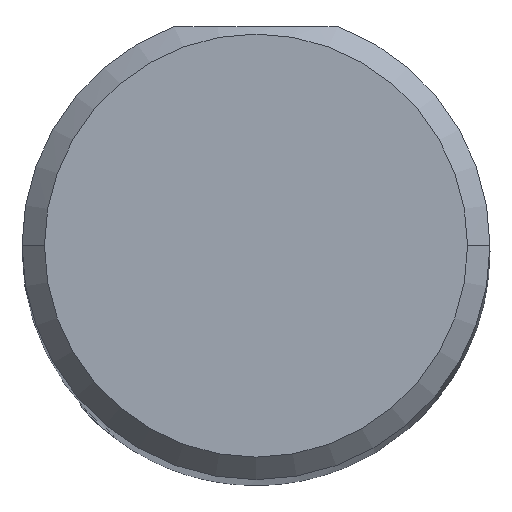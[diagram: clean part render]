
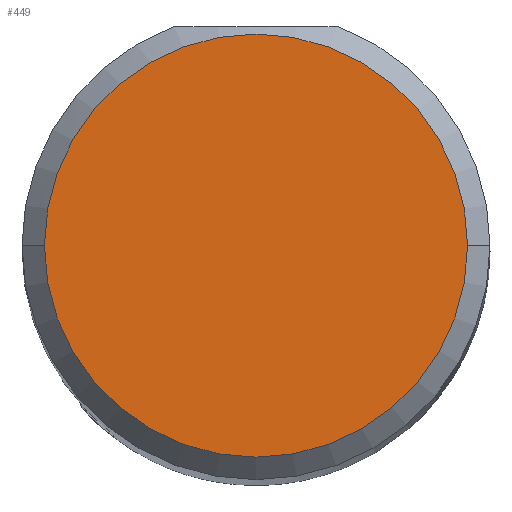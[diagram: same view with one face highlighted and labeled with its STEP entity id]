
A CAD part, top view. The second image highlights one B-rep face of the part: STEP entity #449.
In plain terms, the highlighted planar face has unit normal (0, 0, 1).
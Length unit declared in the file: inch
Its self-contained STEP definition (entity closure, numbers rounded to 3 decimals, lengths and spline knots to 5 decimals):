
#12 = PLANE ( 'NONE',  #316 ) ;
#48 = DIRECTION ( 'NONE',  ( 0., 0., 1. ) ) ;
#54 = AXIS2_PLACEMENT_3D ( 'NONE', #378, #278, #552 ) ;
#111 = CIRCLE ( 'NONE', #533, 0.14125 ) ;
#113 = ORIENTED_EDGE ( 'NONE', *, *, #201, .T. ) ;
#133 = CARTESIAN_POINT ( 'NONE',  ( -0.14125, 0., 2.5 ) ) ;
#161 = CARTESIAN_POINT ( 'NONE',  ( 0.14125, 0., 2.5 ) ) ;
#174 = VERTEX_POINT ( 'NONE', #133 ) ;
#179 = DIRECTION ( 'NONE',  ( 0., 0., 1. ) ) ;
#201 = EDGE_CURVE ( 'NONE', #614, #174, #375, .T. ) ;
#218 = DIRECTION ( 'NONE',  ( 1., 0., 0. ) ) ;
#227 = EDGE_CURVE ( 'NONE', #174, #614, #111, .T. ) ;
#235 = FACE_OUTER_BOUND ( 'NONE', #629, .T. ) ;
#244 = ORIENTED_EDGE ( 'NONE', *, *, #227, .T. ) ;
#278 = DIRECTION ( 'NONE',  ( 0., 0., 1. ) ) ;
#316 = AXIS2_PLACEMENT_3D ( 'NONE', #691, #179, #405 ) ;
#375 = CIRCLE ( 'NONE', #54, 0.14125 ) ;
#378 = CARTESIAN_POINT ( 'NONE',  ( 0., 0., 2.5 ) ) ;
#405 = DIRECTION ( 'NONE',  ( 1., 0., 0. ) ) ;
#449 = ADVANCED_FACE ( 'NONE', ( #235 ), #12, .T. ) ;
#533 = AXIS2_PLACEMENT_3D ( 'NONE', #615, #48, #218 ) ;
#552 = DIRECTION ( 'NONE',  ( 1., 0., 0. ) ) ;
#614 = VERTEX_POINT ( 'NONE', #161 ) ;
#615 = CARTESIAN_POINT ( 'NONE',  ( 0., 0., 2.5 ) ) ;
#629 = EDGE_LOOP ( 'NONE', ( #244, #113 ) ) ;
#691 = CARTESIAN_POINT ( 'NONE',  ( 0., 0., 2.5 ) ) ;
